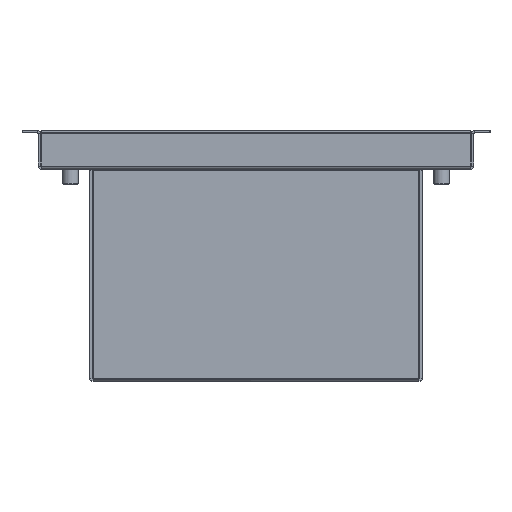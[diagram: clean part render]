
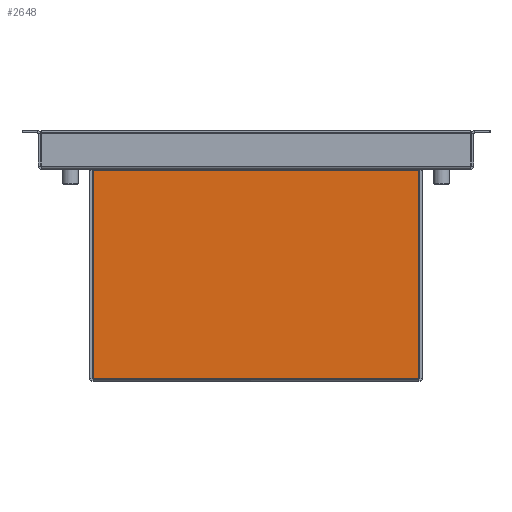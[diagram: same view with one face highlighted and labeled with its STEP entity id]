
A CAD part, front view. The second image highlights one B-rep face of the part: STEP entity #2648.
In plain terms, the highlighted planar face has unit normal (0, -1, 0).
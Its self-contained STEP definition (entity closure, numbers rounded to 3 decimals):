
#30 = EDGE_CURVE ( 'NONE', #3240, #4626, #5980, .T. ) ;
#214 = VECTOR ( 'NONE', #1559, 1000. ) ;
#432 = CARTESIAN_POINT ( 'NONE',  ( -202.293, -1.5, 0. ) ) ;
#594 = LINE ( 'NONE', #824, #1439 ) ;
#607 = ORIENTED_EDGE ( 'NONE', *, *, #1355, .T. ) ;
#675 = VECTOR ( 'NONE', #4569, 1000. ) ;
#794 = ORIENTED_EDGE ( 'NONE', *, *, #30, .F. ) ;
#824 = CARTESIAN_POINT ( 'NONE',  ( 0., -1.5, 0.5 ) ) ;
#899 = CARTESIAN_POINT ( 'NONE',  ( -202.293, -1.5, 129.5 ) ) ;
#1096 = CARTESIAN_POINT ( 'NONE',  ( -202.293, -1.5, 129.5 ) ) ;
#1208 = CARTESIAN_POINT ( 'NONE',  ( -202.293, -1.5, 0.5 ) ) ;
#1355 = EDGE_CURVE ( 'NONE', #1526, #4626, #1988, .T. ) ;
#1439 = VECTOR ( 'NONE', #6638, 1000. ) ;
#1524 = ORIENTED_EDGE ( 'NONE', *, *, #3805, .F. ) ;
#1526 = VERTEX_POINT ( 'NONE', #3563 ) ;
#1559 = DIRECTION ( 'NONE',  ( 0., 0., 1. ) ) ;
#1897 = CARTESIAN_POINT ( 'NONE',  ( -0.707, -1.5, 129.5 ) ) ;
#1917 = EDGE_CURVE ( 'NONE', #5492, #3240, #6267, .T. ) ;
#1988 = LINE ( 'NONE', #5500, #6777 ) ;
#2381 = EDGE_LOOP ( 'NONE', ( #794, #6243, #1524, #607 ) ) ;
#2648 = ADVANCED_FACE ( 'NONE', ( #5458 ), #5553, .F. ) ;
#2936 = DIRECTION ( 'NONE',  ( 0., 1., 0. ) ) ;
#2984 = CARTESIAN_POINT ( 'NONE',  ( 0., -1.5, 0. ) ) ;
#3240 = VERTEX_POINT ( 'NONE', #1096 ) ;
#3563 = CARTESIAN_POINT ( 'NONE',  ( -0.707, -1.5, 0.5 ) ) ;
#3805 = EDGE_CURVE ( 'NONE', #1526, #5492, #594, .T. ) ;
#4569 = DIRECTION ( 'NONE',  ( 1., 0., 0. ) ) ;
#4626 = VERTEX_POINT ( 'NONE', #1897 ) ;
#4759 = AXIS2_PLACEMENT_3D ( 'NONE', #2984, #2936, #6610 ) ;
#5341 = DIRECTION ( 'NONE',  ( 0., 0., 1. ) ) ;
#5458 = FACE_OUTER_BOUND ( 'NONE', #2381, .T. ) ;
#5492 = VERTEX_POINT ( 'NONE', #1208 ) ;
#5500 = CARTESIAN_POINT ( 'NONE',  ( -0.707, -1.5, 0. ) ) ;
#5553 = PLANE ( 'NONE',  #4759 ) ;
#5980 = LINE ( 'NONE', #899, #675 ) ;
#6243 = ORIENTED_EDGE ( 'NONE', *, *, #1917, .F. ) ;
#6267 = LINE ( 'NONE', #432, #214 ) ;
#6610 = DIRECTION ( 'NONE',  ( 0., 0., 1. ) ) ;
#6638 = DIRECTION ( 'NONE',  ( -1., 0., 0. ) ) ;
#6777 = VECTOR ( 'NONE', #5341, 1000. ) ;
